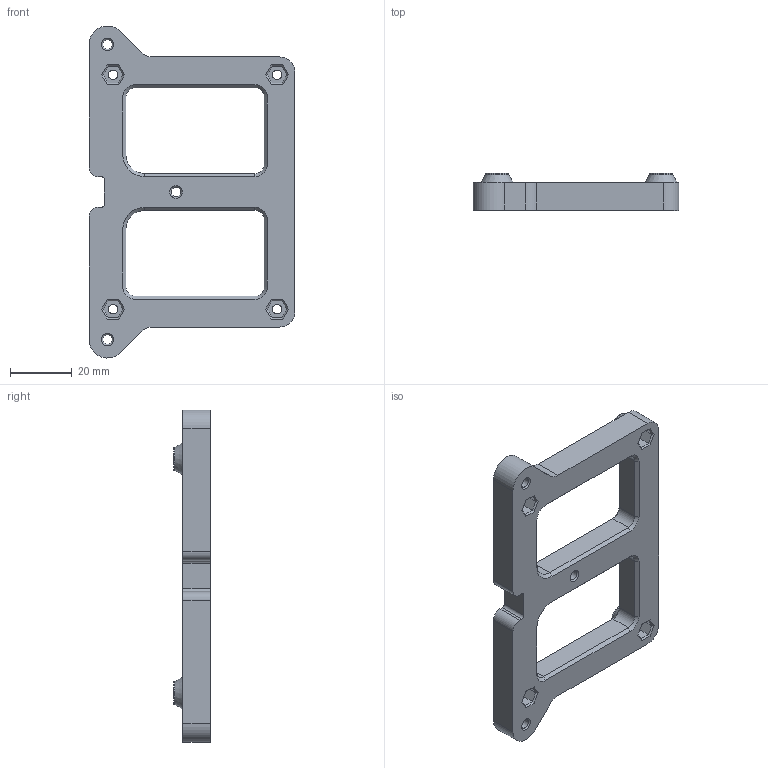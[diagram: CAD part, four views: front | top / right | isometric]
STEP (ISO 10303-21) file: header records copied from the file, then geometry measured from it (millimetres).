
FILE_DESCRIPTION(('FreeCAD Model'),'2;1');
FILE_NAME('Open CASCADE Shape Model','2022-04-16T15:53:38',('Author'),( ''),'Open CASCADE STEP processor 7.5','FreeCAD','Unknown');
FILE_SCHEMA(('AUTOMOTIVE_DESIGN { 1 0 10303 214 1 1 1 1 }'));
Length unit declared in the file: millimetre
Products named in the file (1): th3 board mount
Bounding box: 66.96 x 12 x 107.98 mm (x, y, z)
Volume: 31540.7 mm3; surface area: 13518.2 mm2
Topology: 1 solids, 1 shells, 165 faces, 393 edges, 241 vertices
Faces by surface type: plane 113, cylinder 29, cone 23
Full cylindrical faces by diameter (mm): 3.1 x7, 7.62 x4
Entity records: 9888 total; most frequent: CARTESIAN_POINT 1700, DIRECTION 1573, LINE 1040, VECTOR 1040, ORIENTED_EDGE 786, PCURVE 786, DEFINITIONAL_REPRESENTATION 786, EDGE_CURVE 393
